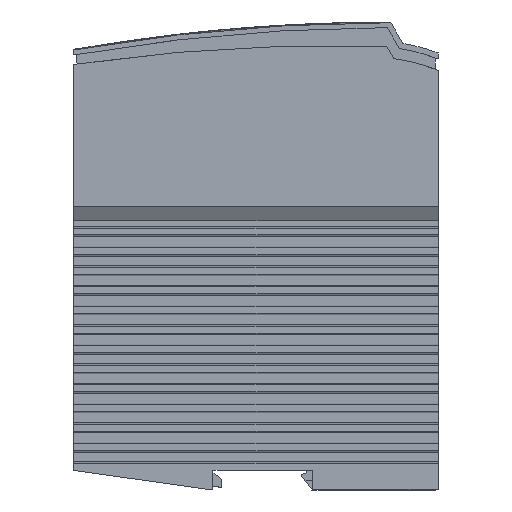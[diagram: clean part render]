
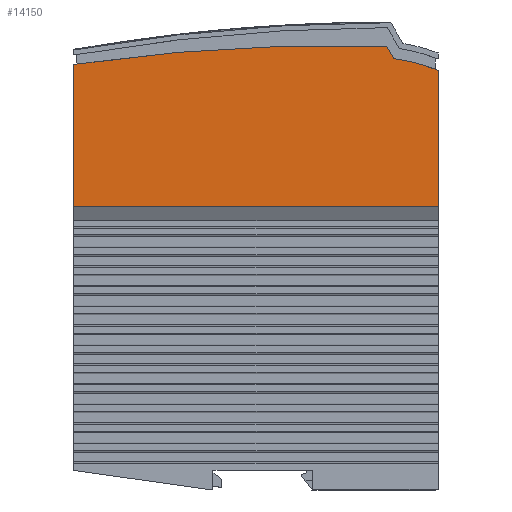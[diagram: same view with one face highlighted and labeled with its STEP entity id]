
A CAD part, left-side view. The second image highlights one B-rep face of the part: STEP entity #14150.
In plain terms, the highlighted face is planar.
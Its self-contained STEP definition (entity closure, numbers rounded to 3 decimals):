
#10=CARTESIAN_POINT('',(106.99,0.,3.));
#20=DIRECTION('',(0.,0.,1.));
#30=DIRECTION('',(1.,0.,0.));
#40=AXIS2_PLACEMENT_3D('',#10,#20,#30);
#50=PLANE('',#40);
#2010=CARTESIAN_POINT('',(151.39,18.37,3.));
#2020=VERTEX_POINT('',#2010);
#2050=CARTESIAN_POINT('',(-504.,36.,3.));
#2060=DIRECTION('',(0.,0.,1.));
#2070=DIRECTION('',(1.,0.,0.));
#2080=AXIS2_PLACEMENT_3D('',#2050,#2060,#2070);
#2090=CIRCLE('',#2080,655.627);
#2100=CARTESIAN_POINT('',(144.854,130.,3.));
#2110=VERTEX_POINT('',#2100);
#2120=EDGE_CURVE('',#2020,#2110,#2090,.T.);
#3080=CARTESIAN_POINT('',(78.52,25.64,3.));
#3090=DIRECTION('',(0.,0.,1.));
#3100=DIRECTION('',(1.,0.,0.));
#3110=AXIS2_PLACEMENT_3D('',#3080,#3090,#3100);
#3120=CIRCLE('',#3110,69.15);
#3130=CARTESIAN_POINT('',(142.741,0.,3.));
#3140=VERTEX_POINT('',#3130);
#3150=CARTESIAN_POINT('',(146.97,15.826,3.));
#3160=VERTEX_POINT('',#3150);
#3170=EDGE_CURVE('',#3140,#3160,#3120,.T.);
#3840=CARTESIAN_POINT('',(128.905,5.427,3.));
#3850=DIRECTION('',(-0.867,-0.499,0.));
#3860=VECTOR('',#3850,1.);
#3870=LINE('',#3840,#3860);
#3880=EDGE_CURVE('',#2020,#3160,#3870,.T.);
#13880=CARTESIAN_POINT('',(128.905,130.,3.));
#13890=DIRECTION('',(1.,0.,0.));
#13900=VECTOR('',#13890,1.);
#13910=LINE('',#13880,#13900);
#13920=CARTESIAN_POINT('',(94.192,130.,3.));
#13930=VERTEX_POINT('',#13920);
#13940=EDGE_CURVE('',#13930,#2110,#13910,.T.);
#13950=ORIENTED_EDGE('',*,*,#13940,.F.);
#13960=ORIENTED_EDGE('',*,*,#2120,.T.);
#13970=ORIENTED_EDGE('',*,*,#3880,.F.);
#13980=ORIENTED_EDGE('',*,*,#3170,.T.);
#13990=CARTESIAN_POINT('',(128.905,0.,3.));
#14000=DIRECTION('',(1.,0.,0.));
#14010=VECTOR('',#14000,1.);
#14020=LINE('',#13990,#14010);
#14030=CARTESIAN_POINT('',(94.192,0.,3.));
#14040=VERTEX_POINT('',#14030);
#14050=EDGE_CURVE('',#14040,#3140,#14020,.T.);
#14060=ORIENTED_EDGE('',*,*,#14050,.T.);
#14070=CARTESIAN_POINT('',(94.192,65.,3.));
#14080=DIRECTION('',(0.,-1.,0.));
#14090=VECTOR('',#14080,1.);
#14100=LINE('',#14070,#14090);
#14110=EDGE_CURVE('',#13930,#14040,#14100,.T.);
#14120=ORIENTED_EDGE('',*,*,#14110,.T.);
#14130=EDGE_LOOP('',(#14120,#14060,#13980,#13970,#13960,#13950));
#14140=FACE_OUTER_BOUND('',#14130,.T.);
#14150=ADVANCED_FACE('',(#14140),#50,.T.);
